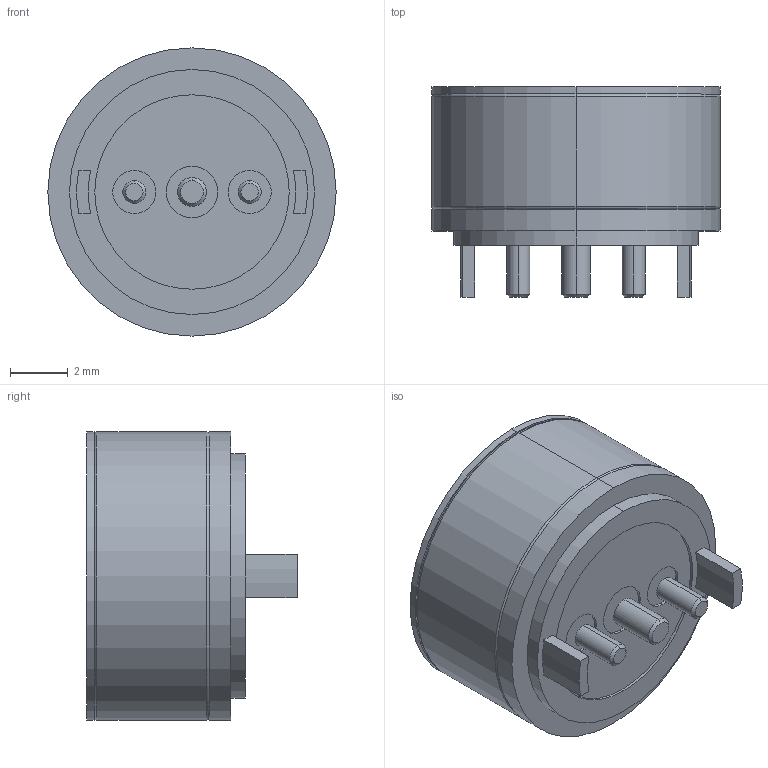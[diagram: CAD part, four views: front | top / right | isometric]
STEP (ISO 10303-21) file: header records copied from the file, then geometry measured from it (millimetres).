
FILE_DESCRIPTION (( 'STEP AP203' ), '1' );
FILE_NAME ('685-B03222001D1-NEW.STEP', '2023-02-10T11:32:57', ( '' ), ( '' ), 'SwSTEP 2.0', 'SolidWorks 2020', '' );
FILE_SCHEMA (( 'CONFIG_CONTROL_DESIGN' ));
Length unit declared in the file: millimetre
Products named in the file (1): 685-B03222001D1-NEW
Bounding box: 10 x 7.3 x 10 mm (x, y, z)
Volume: 393.6 mm3; surface area: 401.8 mm2
Topology: 9 solids, 9 shells, 88 faces, 174 edges, 109 vertices
Faces by surface type: cylinder 40, plane 30, cone 8, sphere 6, torus 4
Entity records: 2269 total; most frequent: DIRECTION 442, CARTESIAN_POINT 354, ORIENTED_EDGE 324, AXIS2_PLACEMENT_3D 191, EDGE_CURVE 162, VERTEX_POINT 103, CIRCLE 102, EDGE_LOOP 99
